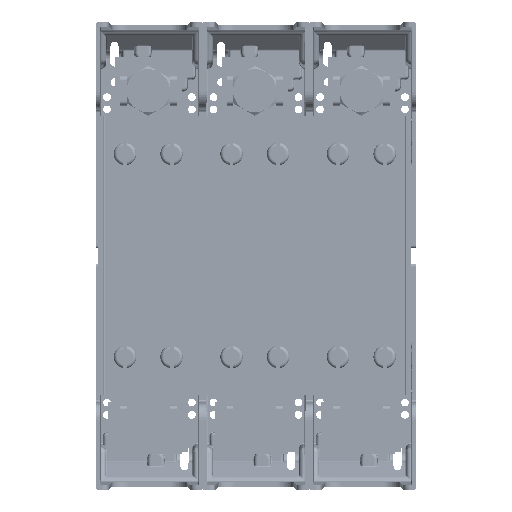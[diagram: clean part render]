
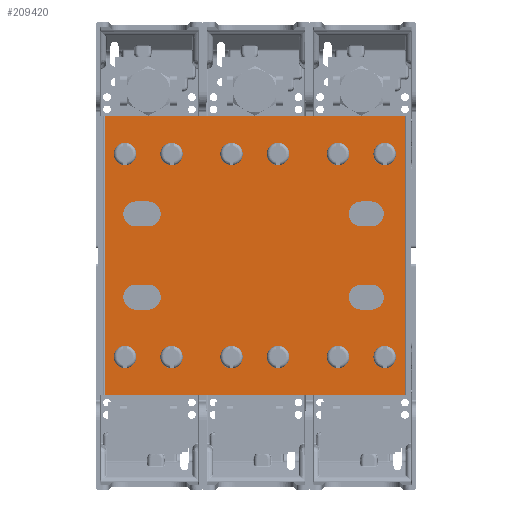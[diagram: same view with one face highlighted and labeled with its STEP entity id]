
A CAD part, front view. The second image highlights one B-rep face of the part: STEP entity #209420.
In plain terms, the highlighted planar face has unit normal (0, -1, 0).
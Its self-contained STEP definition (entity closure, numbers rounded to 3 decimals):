
#207799=DIRECTION('',(-1.,0.,0.));
#207800=VECTOR('',#207799,90.011);
#207801=CARTESIAN_POINT('',(13.,0.,
-42.));
#207802=LINE('',#207801,#207800);
#207887=DIRECTION('',(-1.,0.,0.));
#207888=VECTOR('',#207887,90.011);
#207889=CARTESIAN_POINT('',(13.,0.,
42.));
#207890=LINE('',#207889,#207888);
#207959=DIRECTION('',(0.,0.,-1.));
#207960=VECTOR('',#207959,84.);
#207961=CARTESIAN_POINT('',(13.,0.,
42.));
#207962=LINE('',#207961,#207960);
#207966=DIRECTION('',(0.,0.,-1.));
#207967=VECTOR('',#207966,84.);
#207968=CARTESIAN_POINT('',(-77.011,0.,
42.));
#207969=LINE('',#207968,#207967);
#207973=CARTESIAN_POINT('',(-0.006,0.,
12.5));
#207974=DIRECTION('',(0.,1.,0.));
#207975=DIRECTION('',(0.,0.,-1.));
#207976=AXIS2_PLACEMENT_3D('',#207973,#207974,#207975);
#207981=DIRECTION('',(-1.,0.,0.));
#207982=VECTOR('',#207981,3.);
#207983=CARTESIAN_POINT('',(2.994,0.,
8.75));
#207984=LINE('',#207983,#207982);
#207988=CARTESIAN_POINT('',(2.994,0.,
12.5));
#207989=DIRECTION('',(0.,1.,0.));
#207990=DIRECTION('',(0.,0.,1.));
#207991=AXIS2_PLACEMENT_3D('',#207988,#207989,#207990);
#207996=DIRECTION('',(1.,0.,0.));
#207997=VECTOR('',#207996,3.);
#207998=CARTESIAN_POINT('',(-0.006,0.,
16.25));
#207999=LINE('',#207998,#207997);
#208003=CARTESIAN_POINT('',(-0.006,0.,
-12.5));
#208004=DIRECTION('',(0.,1.,0.));
#208005=DIRECTION('',(0.,0.,-1.));
#208006=AXIS2_PLACEMENT_3D('',#208003,#208004,#208005);
#208011=DIRECTION('',(-1.,0.,0.));
#208012=VECTOR('',#208011,3.);
#208013=CARTESIAN_POINT('',(2.994,0.,
-16.25));
#208014=LINE('',#208013,#208012);
#208018=CARTESIAN_POINT('',(2.994,0.,
-12.5));
#208019=DIRECTION('',(0.,1.,0.));
#208020=DIRECTION('',(0.,0.,1.));
#208021=AXIS2_PLACEMENT_3D('',#208018,#208019,#208020);
#208026=DIRECTION('',(1.,0.,0.));
#208027=VECTOR('',#208026,3.);
#208028=CARTESIAN_POINT('',(-0.006,0.,
-8.75));
#208029=LINE('',#208028,#208027);
#208033=CARTESIAN_POINT('',(-67.761,0.,
12.5));
#208034=DIRECTION('',(0.,1.,0.));
#208035=DIRECTION('',(0.,0.,-1.));
#208036=AXIS2_PLACEMENT_3D('',#208033,#208034,#208035);
#208041=DIRECTION('',(-1.,0.,0.));
#208042=VECTOR('',#208041,3.756);
#208043=CARTESIAN_POINT('',(-64.006,0.,
8.75));
#208044=LINE('',#208043,#208042);
#208048=CARTESIAN_POINT('',(-64.006,0.,
12.5));
#208049=DIRECTION('',(0.,1.,0.));
#208050=DIRECTION('',(-0.006,0.,1.));
#208051=AXIS2_PLACEMENT_3D('',#208048,#208049,#208050);
#208056=DIRECTION('',(1.,0.,0.));
#208057=VECTOR('',#208056,3.734);
#208058=CARTESIAN_POINT('',(-67.761,0.,
16.25));
#208059=LINE('',#208058,#208057);
#208063=DIRECTION('',(1.,0.,0.));
#208064=VECTOR('',#208063,3.756);
#208065=CARTESIAN_POINT('',(-67.761,0.,
-8.75));
#208066=LINE('',#208065,#208064);
#208070=CARTESIAN_POINT('',(-67.761,0.,
-12.5));
#208071=DIRECTION('',(0.,-1.,0.));
#208072=DIRECTION('',(0.,0.,1.));
#208073=AXIS2_PLACEMENT_3D('',#208070,#208071,#208072);
#208078=DIRECTION('',(-1.,0.,0.));
#208079=VECTOR('',#208078,3.756);
#208080=CARTESIAN_POINT('',(-64.006,0.,
-16.25));
#208081=LINE('',#208080,#208079);
#208085=CARTESIAN_POINT('',(-64.006,0.,
-12.5));
#208086=DIRECTION('',(0.,-1.,0.));
#208087=DIRECTION('',(0.,0.,-1.));
#208088=AXIS2_PLACEMENT_3D('',#208085,#208086,#208087);
#209053=CARTESIAN_POINT('',(13.,0.,
42.));
#209054=CARTESIAN_POINT('',(13.,0.,
-42.));
#209055=VERTEX_POINT('',#209053);
#209056=VERTEX_POINT('',#209054);
#209065=CARTESIAN_POINT('',(-77.011,0.,
42.));
#209066=CARTESIAN_POINT('',(-77.011,0.,
-42.));
#209067=VERTEX_POINT('',#209065);
#209068=VERTEX_POINT('',#209066);
#209093=CARTESIAN_POINT('',(-0.006,0.,
8.75));
#209094=CARTESIAN_POINT('',(-0.006,0.,
16.25));
#209095=VERTEX_POINT('',#209093);
#209096=VERTEX_POINT('',#209094);
#209097=CARTESIAN_POINT('',(2.994,0.,
16.25));
#209098=VERTEX_POINT('',#209097);
#209099=CARTESIAN_POINT('',(2.994,0.,
8.75));
#209100=VERTEX_POINT('',#209099);
#209101=CARTESIAN_POINT('',(-0.006,0.,
-16.25));
#209102=CARTESIAN_POINT('',(-0.006,0.,
-8.75));
#209103=VERTEX_POINT('',#209101);
#209104=VERTEX_POINT('',#209102);
#209105=CARTESIAN_POINT('',(2.994,0.,
-8.75));
#209106=VERTEX_POINT('',#209105);
#209107=CARTESIAN_POINT('',(2.994,0.,
-16.25));
#209108=VERTEX_POINT('',#209107);
#209109=CARTESIAN_POINT('',(-67.761,0.,
8.75));
#209110=CARTESIAN_POINT('',(-67.761,0.,
16.25));
#209111=VERTEX_POINT('',#209109);
#209112=VERTEX_POINT('',#209110);
#209113=CARTESIAN_POINT('',(-64.027,0.,
16.25));
#209114=VERTEX_POINT('',#209113);
#209115=CARTESIAN_POINT('',(-64.006,0.,
8.75));
#209116=VERTEX_POINT('',#209115);
#209118=CARTESIAN_POINT('',(-67.761,0.,
-16.25));
#209120=VERTEX_POINT('',#209118);
#209122=CARTESIAN_POINT('',(-67.761,0.,
-8.75));
#209124=VERTEX_POINT('',#209122);
#209126=CARTESIAN_POINT('',(-64.006,0.,
-8.75));
#209128=VERTEX_POINT('',#209126);
#209130=CARTESIAN_POINT('',(-64.006,0.,
-16.25));
#209132=VERTEX_POINT('',#209130);
#209368=CARTESIAN_POINT('',(13.5,0.,
-42.));
#209369=DIRECTION('',(0.,-1.,0.));
#209370=DIRECTION('',(-1.,0.,0.));
#209371=AXIS2_PLACEMENT_3D('',#209368,#209369,#209370);
#209372=PLANE('',#209371);
#209374=ORIENTED_EDGE('',*,*,#209373,.T.);
#209375=ORIENTED_EDGE('',*,*,#209258,.T.);
#209376=ORIENTED_EDGE('',*,*,#209318,.F.);
#209377=ORIENTED_EDGE('',*,*,#209336,.F.);
#209378=EDGE_LOOP('',(#209374,#209375,#209376,#209377));
#209379=FACE_OUTER_BOUND('',#209378,.F.);
#209381=ORIENTED_EDGE('',*,*,#209380,.F.);
#209383=ORIENTED_EDGE('',*,*,#209382,.F.);
#209385=ORIENTED_EDGE('',*,*,#209384,.F.);
#209387=ORIENTED_EDGE('',*,*,#209386,.F.);
#209388=EDGE_LOOP('',(#209381,#209383,#209385,#209387));
#209389=FACE_BOUND('',#209388,.F.);
#209391=ORIENTED_EDGE('',*,*,#209390,.F.);
#209393=ORIENTED_EDGE('',*,*,#209392,.F.);
#209395=ORIENTED_EDGE('',*,*,#209394,.F.);
#209397=ORIENTED_EDGE('',*,*,#209396,.F.);
#209398=EDGE_LOOP('',(#209391,#209393,#209395,#209397));
#209399=FACE_BOUND('',#209398,.F.);
#209401=ORIENTED_EDGE('',*,*,#209400,.F.);
#209403=ORIENTED_EDGE('',*,*,#209402,.F.);
#209405=ORIENTED_EDGE('',*,*,#209404,.F.);
#209407=ORIENTED_EDGE('',*,*,#209406,.F.);
#209408=EDGE_LOOP('',(#209401,#209403,#209405,#209407));
#209409=FACE_BOUND('',#209408,.F.);
#209411=ORIENTED_EDGE('',*,*,#209410,.F.);
#209413=ORIENTED_EDGE('',*,*,#209412,.T.);
#209415=ORIENTED_EDGE('',*,*,#209414,.F.);
#209417=ORIENTED_EDGE('',*,*,#209416,.T.);
#209418=EDGE_LOOP('',(#209411,#209413,#209415,#209417));
#209419=FACE_BOUND('',#209418,.F.);
#207977=CIRCLE('',#207976,3.75);
#207992=CIRCLE('',#207991,3.75);
#208007=CIRCLE('',#208006,3.75);
#208022=CIRCLE('',#208021,3.75);
#208037=CIRCLE('',#208036,3.75);
#208052=CIRCLE('',#208051,3.75);
#208074=CIRCLE('',#208073,3.75);
#208089=CIRCLE('',#208088,3.75);
#209258=EDGE_CURVE('',#209056,#209068,#207802,.T.);
#209318=EDGE_CURVE('',#209067,#209068,#207969,.T.);
#209336=EDGE_CURVE('',#209055,#209067,#207890,.T.);
#209373=EDGE_CURVE('',#209055,#209056,#207962,.T.);
#209380=EDGE_CURVE('',#209095,#209096,#207977,.T.);
#209382=EDGE_CURVE('',#209100,#209095,#207984,.T.);
#209384=EDGE_CURVE('',#209098,#209100,#207992,.T.);
#209386=EDGE_CURVE('',#209096,#209098,#207999,.T.);
#209390=EDGE_CURVE('',#209103,#209104,#208007,.T.);
#209392=EDGE_CURVE('',#209108,#209103,#208014,.T.);
#209394=EDGE_CURVE('',#209106,#209108,#208022,.T.);
#209396=EDGE_CURVE('',#209104,#209106,#208029,.T.);
#209400=EDGE_CURVE('',#209111,#209112,#208037,.T.);
#209402=EDGE_CURVE('',#209116,#209111,#208044,.T.);
#209404=EDGE_CURVE('',#209114,#209116,#208052,.T.);
#209406=EDGE_CURVE('',#209112,#209114,#208059,.T.);
#209410=EDGE_CURVE('',#209124,#209128,#208066,.T.);
#209412=EDGE_CURVE('',#209124,#209120,#208074,.T.);
#209414=EDGE_CURVE('',#209132,#209120,#208081,.T.);
#209416=EDGE_CURVE('',#209132,#209128,#208089,.T.);
#209420=ADVANCED_FACE('',(#209379,#209389,#209399,#209409,#209419),#209372,.T.);
